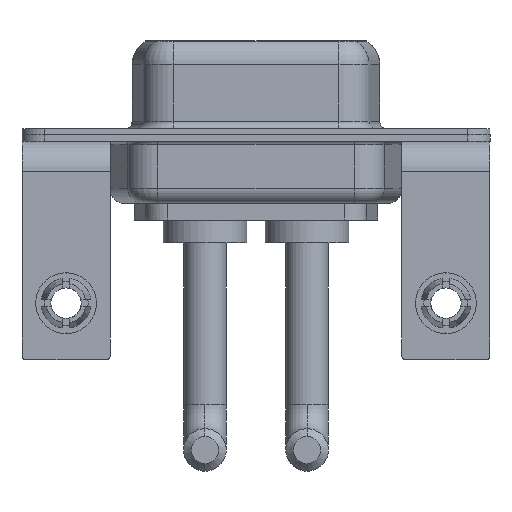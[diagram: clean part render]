
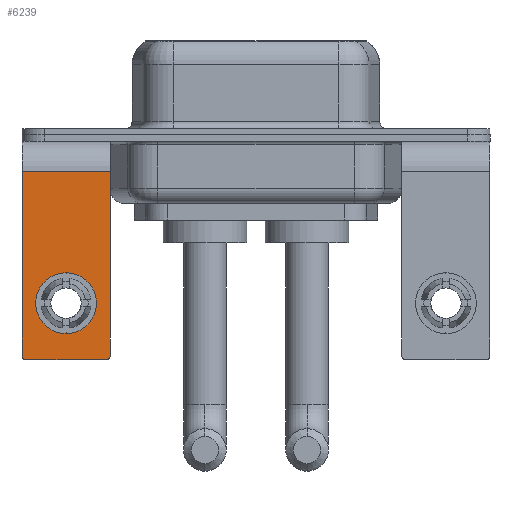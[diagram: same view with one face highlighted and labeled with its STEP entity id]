
A CAD part, front view. The second image highlights one B-rep face of the part: STEP entity #6239.
In plain terms, the highlighted planar face has unit normal (0, -1, 0).
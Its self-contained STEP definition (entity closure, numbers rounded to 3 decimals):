
#556 = AXIS2_PLACEMENT_3D ( 'NONE', #2544, #9381, #3723 ) ;
#1009 = DIRECTION ( 'NONE',  ( 0., 0., 1. ) ) ;
#1107 = DIRECTION ( 'NONE',  ( 0., 0., 1. ) ) ;
#1177 = CARTESIAN_POINT ( 'NONE',  ( -2.65, -6.25, -14.55 ) ) ;
#1294 = CARTESIAN_POINT ( 'NONE',  ( -2.65, -6.25, -14.8 ) ) ;
#1326 = CIRCLE ( 'NONE', #1556, 2. ) ;
#1359 = CARTESIAN_POINT ( 'NONE',  ( -2.9, -6.25, -2.4 ) ) ;
#1381 = VERTEX_POINT ( 'NONE', #1445 ) ;
#1416 = EDGE_CURVE ( 'NONE', #4321, #9794, #8650, .T. ) ;
#1424 = CARTESIAN_POINT ( 'NONE',  ( 2.9, -6.25, -2.4 ) ) ;
#1445 = CARTESIAN_POINT ( 'NONE',  ( 2.65, -6.25, -14.8 ) ) ;
#1491 = DIRECTION ( 'NONE',  ( 0., 0., 1. ) ) ;
#1556 = AXIS2_PLACEMENT_3D ( 'NONE', #11572, #4862, #4564 ) ;
#1654 = ORIENTED_EDGE ( 'NONE', *, *, #7086, .T. ) ;
#2007 = DIRECTION ( 'NONE',  ( 0., 0., -1. ) ) ;
#2119 = CARTESIAN_POINT ( 'NONE',  ( 2.65, -6.25, -14.55 ) ) ;
#2544 = CARTESIAN_POINT ( 'NONE',  ( 0., -6.25, -11.07 ) ) ;
#2704 = LINE ( 'NONE', #11626, #11416 ) ;
#2814 = CARTESIAN_POINT ( 'NONE',  ( 0., -6.25, -13.07 ) ) ;
#3099 = VECTOR ( 'NONE', #2007, 1000. ) ;
#3723 = DIRECTION ( 'NONE',  ( 0., 0., 1. ) ) ;
#3831 = CIRCLE ( 'NONE', #9945, 0.25 ) ;
#3880 = CARTESIAN_POINT ( 'NONE',  ( 2.9, -6.25, -2.4 ) ) ;
#4113 = VERTEX_POINT ( 'NONE', #12695 ) ;
#4244 = CARTESIAN_POINT ( 'NONE',  ( 0., -6.25, -9.07 ) ) ;
#4321 = VERTEX_POINT ( 'NONE', #5957 ) ;
#4352 = ORIENTED_EDGE ( 'NONE', *, *, #11240, .T. ) ;
#4498 = AXIS2_PLACEMENT_3D ( 'NONE', #1177, #5664, #1107 ) ;
#4564 = DIRECTION ( 'NONE',  ( 0., 0., 1. ) ) ;
#4571 = VECTOR ( 'NONE', #8132, 1000. ) ;
#4719 = VECTOR ( 'NONE', #11766, 1000. ) ;
#4736 = EDGE_CURVE ( 'NONE', #4321, #4113, #9730, .T. ) ;
#4862 = DIRECTION ( 'NONE',  ( 0., 1., 0. ) ) ;
#5664 = DIRECTION ( 'NONE',  ( 0., -1., 0. ) ) ;
#5957 = CARTESIAN_POINT ( 'NONE',  ( 2.9, -6.25, -2.4 ) ) ;
#5992 = FACE_BOUND ( 'NONE', #7872, .T. ) ;
#6239 = ADVANCED_FACE ( 'NONE', ( #5992, #7971 ), #9143, .F. ) ;
#6310 = EDGE_LOOP ( 'NONE', ( #4352, #11268, #6729, #1654, #9969, #7610 ) ) ;
#6384 = VERTEX_POINT ( 'NONE', #2814 ) ;
#6729 = ORIENTED_EDGE ( 'NONE', *, *, #13001, .F. ) ;
#7086 = EDGE_CURVE ( 'NONE', #1381, #4113, #3831, .T. ) ;
#7533 = CARTESIAN_POINT ( 'NONE',  ( 2.9, -6.25, -2.4 ) ) ;
#7610 = ORIENTED_EDGE ( 'NONE', *, *, #1416, .T. ) ;
#7799 = EDGE_CURVE ( 'NONE', #8414, #9942, #12967, .T. ) ;
#7872 = EDGE_LOOP ( 'NONE', ( #12306, #9033 ) ) ;
#7971 = FACE_OUTER_BOUND ( 'NONE', #6310, .T. ) ;
#8132 = DIRECTION ( 'NONE',  ( 0., 0., -1. ) ) ;
#8414 = VERTEX_POINT ( 'NONE', #12660 ) ;
#8650 = LINE ( 'NONE', #3880, #4719 ) ;
#9033 = ORIENTED_EDGE ( 'NONE', *, *, #10131, .T. ) ;
#9143 = PLANE ( 'NONE',  #11884 ) ;
#9381 = DIRECTION ( 'NONE',  ( 0., 1., 0. ) ) ;
#9730 = LINE ( 'NONE', #7533, #3099 ) ;
#9794 = VERTEX_POINT ( 'NONE', #10447 ) ;
#9942 = VERTEX_POINT ( 'NONE', #1294 ) ;
#9945 = AXIS2_PLACEMENT_3D ( 'NONE', #2119, #11099, #1009 ) ;
#9969 = ORIENTED_EDGE ( 'NONE', *, *, #4736, .F. ) ;
#10131 = EDGE_CURVE ( 'NONE', #13186, #6384, #13023, .T. ) ;
#10329 = DIRECTION ( 'NONE',  ( 0., 1., 0. ) ) ;
#10447 = CARTESIAN_POINT ( 'NONE',  ( -2.9, -6.25, -2.4 ) ) ;
#11099 = DIRECTION ( 'NONE',  ( 0., -1., 0. ) ) ;
#11240 = EDGE_CURVE ( 'NONE', #9794, #8414, #11533, .T. ) ;
#11268 = ORIENTED_EDGE ( 'NONE', *, *, #7799, .T. ) ;
#11416 = VECTOR ( 'NONE', #12871, 1000. ) ;
#11533 = LINE ( 'NONE', #1359, #4571 ) ;
#11572 = CARTESIAN_POINT ( 'NONE',  ( 0., -6.25, -11.07 ) ) ;
#11626 = CARTESIAN_POINT ( 'NONE',  ( 2.9, -6.25, -14.8 ) ) ;
#11766 = DIRECTION ( 'NONE',  ( -1., 0., 0. ) ) ;
#11884 = AXIS2_PLACEMENT_3D ( 'NONE', #1424, #10329, #1491 ) ;
#12306 = ORIENTED_EDGE ( 'NONE', *, *, #14426, .T. ) ;
#12660 = CARTESIAN_POINT ( 'NONE',  ( -2.9, -6.25, -14.55 ) ) ;
#12695 = CARTESIAN_POINT ( 'NONE',  ( 2.9, -6.25, -14.55 ) ) ;
#12871 = DIRECTION ( 'NONE',  ( -1., 0., 0. ) ) ;
#12967 = CIRCLE ( 'NONE', #4498, 0.25 ) ;
#13001 = EDGE_CURVE ( 'NONE', #1381, #9942, #2704, .T. ) ;
#13023 = CIRCLE ( 'NONE', #556, 2. ) ;
#13186 = VERTEX_POINT ( 'NONE', #4244 ) ;
#14426 = EDGE_CURVE ( 'NONE', #6384, #13186, #1326, .T. ) ;
